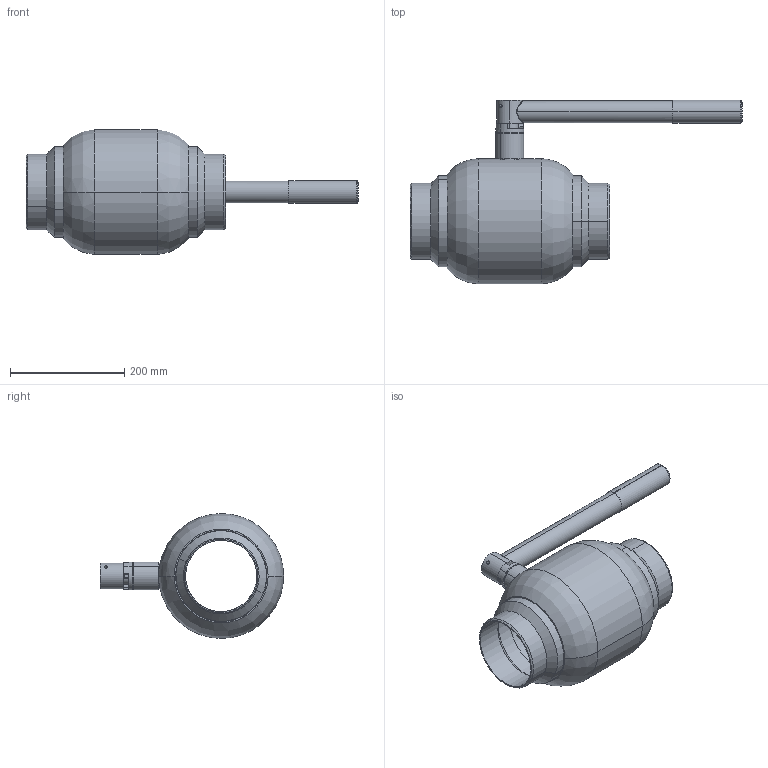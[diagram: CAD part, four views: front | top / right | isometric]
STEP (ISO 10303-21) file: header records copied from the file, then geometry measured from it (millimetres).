
FILE_DESCRIPTION (( 'STEP AP214' ), '1' );
FILE_NAME ('通径DN125焊接球阀.STEP', '2026-01-28T08:14:57', ( '' ), ( '' ), 'SwSTEP 2.0', 'SolidWorks 2022', '' );
FILE_SCHEMA (( 'AUTOMOTIVE_DESIGN' ));
Length unit declared in the file: millimetre
Products named in the file (8): Q61F-150-17球阀把手1; Q61F-150-18參杶; 籵噤DN125爾諉⑩概; Q61F-150-16詩种; Q61F-150-1概极樓馱; Q61F-150-5粣杶; 125 籵噤傻諉; 概裝蜊傻
Assembly tree (8 placements, depth 2):
  籵噤DN125爾諉⑩概
    Q61F-150-1概极樓馱
    Q61F-150-5粣杶
    概裝蜊傻
    Q61F-150-16詩种
    Q61F-150-17球阀把手1
    Q61F-150-18參杶
    125 籵噤傻諉  x2
Bounding box: 582 x 321.5 x 219 mm (x, y, z)
Volume: 1782189.4 mm3; surface area: 673575.8 mm2
Topology: 8 solids, 8 shells, 175 faces, 391 edges, 244 vertices
Faces by surface type: cylinder 77, plane 58, torus 18, cone 16, bspline 6
Entity records: 9015 total; most frequent: CARTESIAN_POINT 4941, DIRECTION 795, ORIENTED_EDGE 698, EDGE_CURVE 349, AXIS2_PLACEMENT_3D 327, VERTEX_POINT 220, EDGE_LOOP 179, CIRCLE 168
